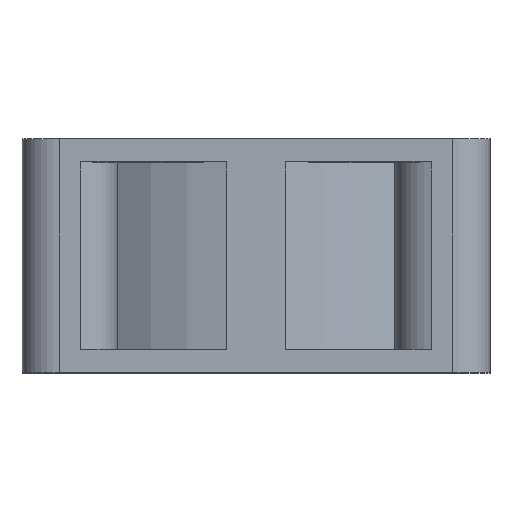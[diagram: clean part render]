
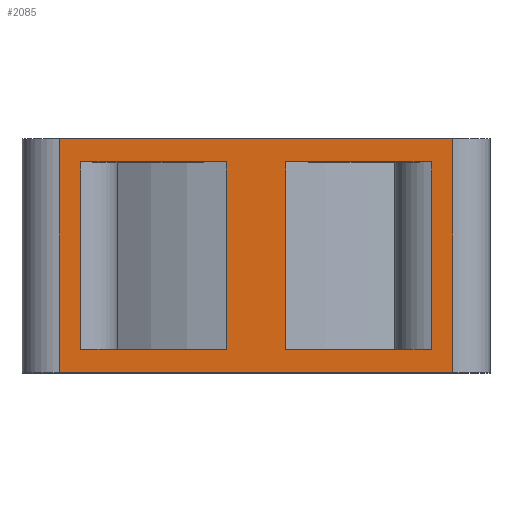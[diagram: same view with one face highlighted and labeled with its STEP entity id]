
A CAD part, top view. The second image highlights one B-rep face of the part: STEP entity #2085.
In plain terms, the highlighted planar face has unit normal (0, 0, 1).
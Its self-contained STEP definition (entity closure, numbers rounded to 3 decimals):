
#247=LINE('',#3369,#416);
#258=LINE('',#3438,#427);
#301=LINE('',#3540,#470);
#302=LINE('',#3542,#471);
#303=LINE('',#3545,#472);
#304=LINE('',#3547,#473);
#305=LINE('',#3549,#474);
#306=LINE('',#3550,#475);
#307=LINE('',#3553,#476);
#308=LINE('',#3555,#477);
#309=LINE('',#3557,#478);
#310=LINE('',#3558,#479);
#416=VECTOR('',#2695,1000.);
#427=VECTOR('',#2756,1000.);
#470=VECTOR('',#2843,1000.);
#471=VECTOR('',#2846,1000.);
#472=VECTOR('',#2847,1000.);
#473=VECTOR('',#2848,1000.);
#474=VECTOR('',#2849,1000.);
#475=VECTOR('',#2850,1000.);
#476=VECTOR('',#2851,1000.);
#477=VECTOR('',#2852,1000.);
#478=VECTOR('',#2853,1000.);
#479=VECTOR('',#2854,1000.);
#860=ORIENTED_EDGE('',*,*,#1349,.T.);
#861=ORIENTED_EDGE('',*,*,#1350,.T.);
#862=ORIENTED_EDGE('',*,*,#1351,.F.);
#863=ORIENTED_EDGE('',*,*,#1352,.T.);
#864=ORIENTED_EDGE('',*,*,#1353,.F.);
#865=ORIENTED_EDGE('',*,*,#1354,.T.);
#866=ORIENTED_EDGE('',*,*,#1355,.T.);
#867=ORIENTED_EDGE('',*,*,#1356,.T.);
#868=ORIENTED_EDGE('',*,*,#1294,.T.);
#869=ORIENTED_EDGE('',*,*,#1357,.F.);
#870=ORIENTED_EDGE('',*,*,#1259,.F.);
#871=ORIENTED_EDGE('',*,*,#1348,.T.);
#1259=EDGE_CURVE('',#1532,#1533,#247,.T.);
#1294=EDGE_CURVE('',#1566,#1565,#258,.T.);
#1348=EDGE_CURVE('',#1532,#1566,#301,.T.);
#1349=EDGE_CURVE('',#1603,#1604,#302,.T.);
#1350=EDGE_CURVE('',#1604,#1605,#303,.T.);
#1351=EDGE_CURVE('',#1606,#1605,#304,.T.);
#1352=EDGE_CURVE('',#1606,#1603,#305,.F.);
#1353=EDGE_CURVE('',#1607,#1608,#306,.T.);
#1354=EDGE_CURVE('',#1607,#1609,#307,.F.);
#1355=EDGE_CURVE('',#1609,#1610,#308,.T.);
#1356=EDGE_CURVE('',#1610,#1608,#309,.T.);
#1357=EDGE_CURVE('',#1533,#1565,#310,.T.);
#1532=VERTEX_POINT('',#3368);
#1533=VERTEX_POINT('',#3370);
#1565=VERTEX_POINT('',#3437);
#1566=VERTEX_POINT('',#3439);
#1603=VERTEX_POINT('',#3543);
#1604=VERTEX_POINT('',#3544);
#1605=VERTEX_POINT('',#3546);
#1606=VERTEX_POINT('',#3548);
#1607=VERTEX_POINT('',#3551);
#1608=VERTEX_POINT('',#3552);
#1609=VERTEX_POINT('',#3554);
#1610=VERTEX_POINT('',#3556);
#1740=EDGE_LOOP('',(#860,#861,#862,#863));
#1741=EDGE_LOOP('',(#864,#865,#866,#867));
#1742=EDGE_LOOP('',(#868,#869,#870,#871));
#1887=FACE_BOUND('',#1740,.T.);
#1888=FACE_BOUND('',#1741,.T.);
#1889=FACE_BOUND('',#1742,.T.);
#1999=PLANE('',#2314);
#2085=ADVANCED_FACE('',(#1887,#1888,#1889),#1999,.F.);
#2314=AXIS2_PLACEMENT_3D('',#3541,#2844,#2845);
#2695=DIRECTION('',(1.,0.,0.));
#2756=DIRECTION('',(1.,0.,0.));
#2843=DIRECTION('',(0.,-1.,0.));
#2844=DIRECTION('',(0.,0.,-1.));
#2845=DIRECTION('',(-1.,0.,0.));
#2846=DIRECTION('',(1.,0.,0.));
#2847=DIRECTION('',(0.,-1.,0.));
#2848=DIRECTION('',(1.,0.,0.));
#2849=DIRECTION('',(0.,-1.,0.));
#2850=DIRECTION('',(1.,0.,0.));
#2851=DIRECTION('',(0.,-1.,0.));
#2852=DIRECTION('',(1.,0.,0.));
#2853=DIRECTION('',(0.,-1.,0.));
#2854=DIRECTION('',(0.,-1.,0.));
#3368=CARTESIAN_POINT('',(-12.6,15.,15.));
#3369=CARTESIAN_POINT('',(-12.6,15.,15.));
#3370=CARTESIAN_POINT('',(12.6,15.,15.));
#3437=CARTESIAN_POINT('',(12.6,0.,15.));
#3438=CARTESIAN_POINT('',(-12.6,0.,15.));
#3439=CARTESIAN_POINT('',(-12.6,0.,15.));
#3540=CARTESIAN_POINT('',(-12.6,15.,15.));
#3541=CARTESIAN_POINT('',(-12.6,15.,15.));
#3542=CARTESIAN_POINT('',(-12.6,13.5,15.));
#3543=CARTESIAN_POINT('',(-11.219,13.5,15.));
#3544=CARTESIAN_POINT('',(-1.916,13.5,15.));
#3545=CARTESIAN_POINT('',(-1.916,70.137,15.));
#3546=CARTESIAN_POINT('',(-1.916,1.5,15.));
#3547=CARTESIAN_POINT('',(-12.6,1.5,15.));
#3548=CARTESIAN_POINT('',(-11.219,1.5,15.));
#3549=CARTESIAN_POINT('',(-11.219,15.,15.));
#3550=CARTESIAN_POINT('',(-12.6,1.5,15.));
#3551=CARTESIAN_POINT('',(1.916,1.5,15.));
#3552=CARTESIAN_POINT('',(11.219,1.5,15.));
#3553=CARTESIAN_POINT('',(1.916,70.137,15.));
#3554=CARTESIAN_POINT('',(1.916,13.5,15.));
#3555=CARTESIAN_POINT('',(-12.6,13.5,15.));
#3556=CARTESIAN_POINT('',(11.219,13.5,15.));
#3557=CARTESIAN_POINT('',(11.219,15.,15.));
#3558=CARTESIAN_POINT('',(12.6,15.,15.));
